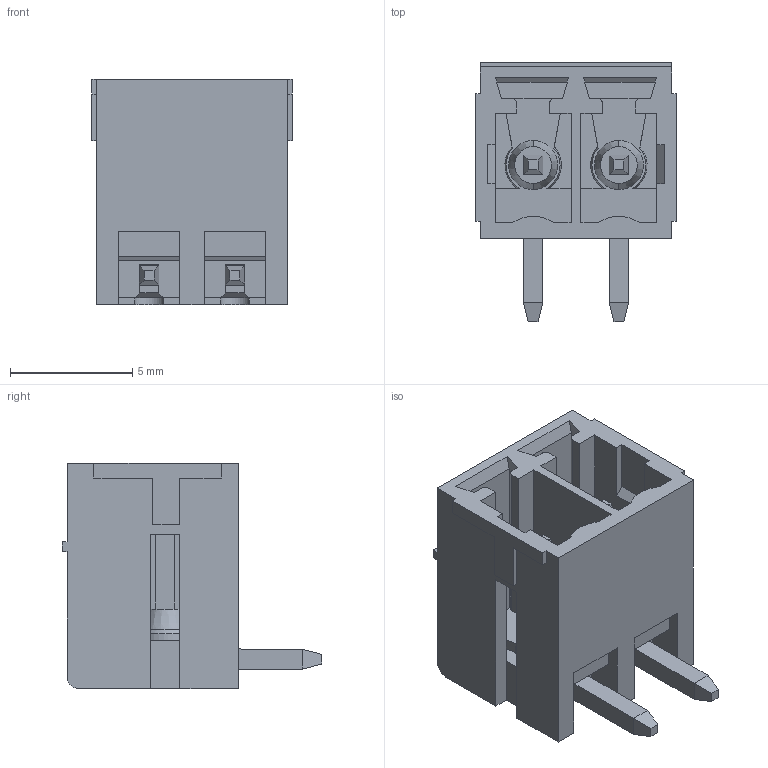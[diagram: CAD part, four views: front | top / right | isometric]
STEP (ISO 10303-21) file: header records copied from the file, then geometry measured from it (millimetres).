
FILE_DESCRIPTION (( 'STEP AP214' ), '1' );
FILE_NAME ('CUI_DEVICES_TBP03R1-350-02GR.step', '2021-12-16T00:43:28', ( '' ), ( '' ), 'SwSTEP 2.0', 'SolidWorks 2021', '' );
FILE_SCHEMA (( 'AUTOMOTIVE_DESIGN' ));
Length unit declared in the file: millimetre
Products named in the file (1): CUI_DEVICES_TBP03R1-350-02GR
Bounding box: 8.2 x 10.6 x 9.2 mm (x, y, z)
Volume: 250.8 mm3; surface area: 799.3 mm2
Topology: 1 solids, 1 shells, 201 faces, 555 edges, 362 vertices
Faces by surface type: plane 170, cylinder 23, cone 8
Entity records: 6787 total; most frequent: CARTESIAN_POINT 1187, ORIENTED_EDGE 1110, DIRECTION 1001, EDGE_CURVE 555, LINE 473, VECTOR 473, VERTEX_POINT 362, AXIS2_PLACEMENT_3D 264
